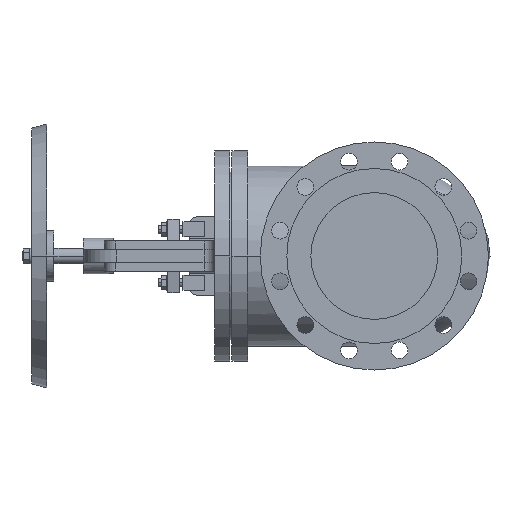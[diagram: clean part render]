
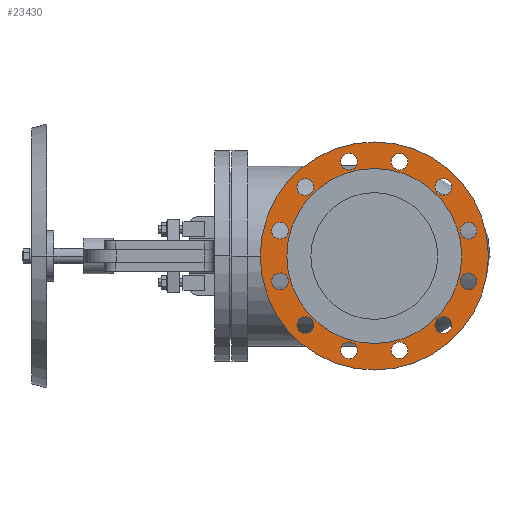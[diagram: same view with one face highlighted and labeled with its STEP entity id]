
A CAD part, left-side view. The second image highlights one B-rep face of the part: STEP entity #23430.
In plain terms, the highlighted planar face has unit normal (-1, 0, 0).
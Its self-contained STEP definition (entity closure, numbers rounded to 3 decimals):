
#12010=CARTESIAN_POINT('',(3.,0.,-225.));
#12020=VERTEX_POINT('',#12010);
#12180=CARTESIAN_POINT('',(3.,0.,225.));
#12190=VERTEX_POINT('',#12180);
#12220=CARTESIAN_POINT('',(3.,0.,0.));
#12230=DIRECTION('',(1.,0.,0.));
#12240=DIRECTION('',(0.,0.,-1.));
#12250=AXIS2_PLACEMENT_3D('',#12220,#12230,#12240);
#12260=CIRCLE('',#12250,225.);
#12270=EDGE_CURVE('',#12020,#12190,#12260,.T.);
#12430=CARTESIAN_POINT('',(3.,49.823,-202.441));
#12440=VERTEX_POINT('',#12430);
#12600=CARTESIAN_POINT('',(3.,49.823,-169.441));
#12610=VERTEX_POINT('',#12600);
#12640=CARTESIAN_POINT('',(3.,49.823,-185.941));
#12650=DIRECTION('',(-1.,0.,0.));
#12660=DIRECTION('',(0.,0.,-1.));
#12670=AXIS2_PLACEMENT_3D('',#12640,#12650,#12660);
#12680=CIRCLE('',#12670,16.5);
#12690=EDGE_CURVE('',#12440,#12610,#12680,.T.);
#12850=CARTESIAN_POINT('',(3.,-49.823,-169.441));
#12860=VERTEX_POINT('',#12850);
#12890=CARTESIAN_POINT('',(3.,-49.823,-185.941));
#12900=DIRECTION('',(-1.,0.,0.));
#12910=DIRECTION('',(0.,0.,-1.));
#12920=AXIS2_PLACEMENT_3D('',#12890,#12900,#12910);
#12930=CIRCLE('',#12920,16.5);
#12940=CARTESIAN_POINT('',(3.,-49.823,-202.441));
#12950=VERTEX_POINT('',#12940);
#12960=EDGE_CURVE('',#12950,#12860,#12930,.T.);
#13270=CARTESIAN_POINT('',(3.,136.118,-119.618));
#13280=VERTEX_POINT('',#13270);
#13310=CARTESIAN_POINT('',(3.,136.118,-136.118));
#13320=DIRECTION('',(-1.,0.,0.));
#13330=DIRECTION('',(0.,0.,-1.));
#13340=AXIS2_PLACEMENT_3D('',#13310,#13320,#13330);
#13350=CIRCLE('',#13340,16.5);
#13360=CARTESIAN_POINT('',(3.,136.118,-152.618));
#13370=VERTEX_POINT('',#13360);
#13380=EDGE_CURVE('',#13370,#13280,#13350,.T.);
#13690=CARTESIAN_POINT('',(3.,-136.118,-119.618));
#13700=VERTEX_POINT('',#13690);
#13860=CARTESIAN_POINT('',(3.,-136.118,-152.618));
#13870=VERTEX_POINT('',#13860);
#13900=CARTESIAN_POINT('',(3.,-136.118,-136.118));
#13910=DIRECTION('',(-1.,0.,0.));
#13920=DIRECTION('',(0.,0.,-1.));
#13930=AXIS2_PLACEMENT_3D('',#13900,#13910,#13920);
#13940=CIRCLE('',#13930,16.5);
#13950=EDGE_CURVE('',#13700,#13870,#13940,.T.);
#14110=CARTESIAN_POINT('',(3.,185.941,-66.323));
#14120=VERTEX_POINT('',#14110);
#14150=CARTESIAN_POINT('',(3.,185.941,-49.823));
#14160=DIRECTION('',(-1.,0.,0.));
#14170=DIRECTION('',(0.,0.,-1.));
#14180=AXIS2_PLACEMENT_3D('',#14150,#14160,#14170);
#14190=CIRCLE('',#14180,16.5);
#14200=CARTESIAN_POINT('',(3.,185.941,-33.323));
#14210=VERTEX_POINT('',#14200);
#14220=EDGE_CURVE('',#14210,#14120,#14190,.T.);
#14530=CARTESIAN_POINT('',(3.,-185.941,-66.323));
#14540=VERTEX_POINT('',#14530);
#14570=CARTESIAN_POINT('',(3.,-185.941,-49.823));
#14580=DIRECTION('',(-1.,0.,0.));
#14590=DIRECTION('',(0.,0.,-1.));
#14600=AXIS2_PLACEMENT_3D('',#14570,#14580,#14590);
#14610=CIRCLE('',#14600,16.5);
#14620=CARTESIAN_POINT('',(3.,-185.941,-33.323));
#14630=VERTEX_POINT('',#14620);
#14640=EDGE_CURVE('',#14630,#14540,#14610,.T.);
#14950=CARTESIAN_POINT('',(3.,185.941,33.323));
#14960=VERTEX_POINT('',#14950);
#14990=CARTESIAN_POINT('',(3.,185.941,49.823));
#15000=DIRECTION('',(-1.,0.,0.));
#15010=DIRECTION('',(0.,0.,-1.));
#15020=AXIS2_PLACEMENT_3D('',#14990,#15000,#15010);
#15030=CIRCLE('',#15020,16.5);
#15040=CARTESIAN_POINT('',(3.,185.941,66.323));
#15050=VERTEX_POINT('',#15040);
#15060=EDGE_CURVE('',#15050,#14960,#15030,.T.);
#15370=CARTESIAN_POINT('',(3.,-185.941,33.323));
#15380=VERTEX_POINT('',#15370);
#15410=CARTESIAN_POINT('',(3.,-185.941,49.823));
#15420=DIRECTION('',(-1.,0.,0.));
#15430=DIRECTION('',(0.,0.,-1.));
#15440=AXIS2_PLACEMENT_3D('',#15410,#15420,#15430);
#15450=CIRCLE('',#15440,16.5);
#15460=CARTESIAN_POINT('',(3.,-185.941,66.323));
#15470=VERTEX_POINT('',#15460);
#15480=EDGE_CURVE('',#15470,#15380,#15450,.T.);
#15790=CARTESIAN_POINT('',(3.,136.118,152.618));
#15800=VERTEX_POINT('',#15790);
#15960=CARTESIAN_POINT('',(3.,136.118,119.618));
#15970=VERTEX_POINT('',#15960);
#16000=CARTESIAN_POINT('',(3.,136.118,136.118));
#16010=DIRECTION('',(-1.,0.,0.));
#16020=DIRECTION('',(0.,0.,-1.));
#16030=AXIS2_PLACEMENT_3D('',#16000,#16010,#16020);
#16040=CIRCLE('',#16030,16.5);
#16050=EDGE_CURVE('',#15800,#15970,#16040,.T.);
#16210=CARTESIAN_POINT('',(3.,-136.118,119.618));
#16220=VERTEX_POINT('',#16210);
#16250=CARTESIAN_POINT('',(3.,-136.118,136.118));
#16260=DIRECTION('',(-1.,0.,0.));
#16270=DIRECTION('',(0.,0.,-1.));
#16280=AXIS2_PLACEMENT_3D('',#16250,#16260,#16270);
#16290=CIRCLE('',#16280,16.5);
#16300=CARTESIAN_POINT('',(3.,-136.118,152.618));
#16310=VERTEX_POINT('',#16300);
#16320=EDGE_CURVE('',#16310,#16220,#16290,.T.);
#16630=CARTESIAN_POINT('',(3.,49.823,202.441));
#16640=VERTEX_POINT('',#16630);
#16670=CARTESIAN_POINT('',(3.,49.823,185.941));
#16680=DIRECTION('',(-1.,0.,0.));
#16690=DIRECTION('',(0.,0.,-1.));
#16700=AXIS2_PLACEMENT_3D('',#16670,#16680,#16690);
#16710=CIRCLE('',#16700,16.5);
#16720=CARTESIAN_POINT('',(3.,49.823,169.441));
#16730=VERTEX_POINT('',#16720);
#16740=EDGE_CURVE('',#16730,#16640,#16710,.T.);
#17050=CARTESIAN_POINT('',(3.,-49.823,169.441));
#17060=VERTEX_POINT('',#17050);
#17220=CARTESIAN_POINT('',(3.,-49.823,202.441));
#17230=VERTEX_POINT('',#17220);
#17260=CARTESIAN_POINT('',(3.,-49.823,185.941));
#17270=DIRECTION('',(-1.,0.,0.));
#17280=DIRECTION('',(0.,0.,-1.));
#17290=AXIS2_PLACEMENT_3D('',#17260,#17270,#17280);
#17300=CIRCLE('',#17290,16.5);
#17310=EDGE_CURVE('',#17060,#17230,#17300,.T.);
#17470=CARTESIAN_POINT('',(3.,-172.5,0.));
#17480=VERTEX_POINT('',#17470);
#17510=CARTESIAN_POINT('',(3.,0.,0.));
#17520=DIRECTION('',(-1.,0.,0.));
#17530=DIRECTION('',(0.,1.,0.));
#17540=AXIS2_PLACEMENT_3D('',#17510,#17520,#17530);
#17550=CIRCLE('',#17540,172.5);
#17560=CARTESIAN_POINT('',(3.,172.5,0.));
#17570=VERTEX_POINT('',#17560);
#17580=EDGE_CURVE('',#17570,#17480,#17550,.T.);
#22680=CARTESIAN_POINT('',(3.,198.75,0.));
#22690=DIRECTION('',(1.,0.,0.));
#22700=DIRECTION('',(0.,-1.,0.));
#22710=AXIS2_PLACEMENT_3D('',#22680,#22690,#22700);
#22720=PLANE('',#22710);
#22730=EDGE_CURVE('',#12610,#12440,#12680,.T.);
#22740=ORIENTED_EDGE('',*,*,#22730,.F.);
#22750=ORIENTED_EDGE('',*,*,#12690,.F.);
#22760=EDGE_LOOP('',(#22750,#22740));
#22770=FACE_BOUND('',#22760,.T.);
#22780=EDGE_CURVE('',#12860,#12950,#12930,.T.);
#22790=ORIENTED_EDGE('',*,*,#22780,.F.);
#22800=ORIENTED_EDGE('',*,*,#12960,.F.);
#22810=EDGE_LOOP('',(#22800,#22790));
#22820=FACE_BOUND('',#22810,.T.);
#22830=EDGE_CURVE('',#13280,#13370,#13350,.T.);
#22840=ORIENTED_EDGE('',*,*,#22830,.F.);
#22850=ORIENTED_EDGE('',*,*,#13380,.F.);
#22860=EDGE_LOOP('',(#22850,#22840));
#22870=FACE_BOUND('',#22860,.T.);
#22880=EDGE_CURVE('',#13870,#13700,#13940,.T.);
#22890=ORIENTED_EDGE('',*,*,#22880,.F.);
#22900=ORIENTED_EDGE('',*,*,#13950,.F.);
#22910=EDGE_LOOP('',(#22900,#22890));
#22920=FACE_BOUND('',#22910,.T.);
#22930=ORIENTED_EDGE('',*,*,#14220,.F.);
#22940=EDGE_CURVE('',#14120,#14210,#14190,.T.);
#22950=ORIENTED_EDGE('',*,*,#22940,.F.);
#22960=EDGE_LOOP('',(#22950,#22930));
#22970=FACE_BOUND('',#22960,.T.);
#22980=EDGE_CURVE('',#14540,#14630,#14610,.T.);
#22990=ORIENTED_EDGE('',*,*,#22980,.F.);
#23000=ORIENTED_EDGE('',*,*,#14640,.F.);
#23010=EDGE_LOOP('',(#23000,#22990));
#23020=FACE_BOUND('',#23010,.T.);
#23030=EDGE_CURVE('',#14960,#15050,#15030,.T.);
#23040=ORIENTED_EDGE('',*,*,#23030,.F.);
#23050=ORIENTED_EDGE('',*,*,#15060,.F.);
#23060=EDGE_LOOP('',(#23050,#23040));
#23070=FACE_BOUND('',#23060,.T.);
#23080=EDGE_CURVE('',#15380,#15470,#15450,.T.);
#23090=ORIENTED_EDGE('',*,*,#23080,.F.);
#23100=ORIENTED_EDGE('',*,*,#15480,.F.);
#23110=EDGE_LOOP('',(#23100,#23090));
#23120=FACE_BOUND('',#23110,.T.);
#23130=EDGE_CURVE('',#15970,#15800,#16040,.T.);
#23140=ORIENTED_EDGE('',*,*,#23130,.F.);
#23150=ORIENTED_EDGE('',*,*,#16050,.F.);
#23160=EDGE_LOOP('',(#23150,#23140));
#23170=FACE_BOUND('',#23160,.T.);
#23180=EDGE_CURVE('',#16220,#16310,#16290,.T.);
#23190=ORIENTED_EDGE('',*,*,#23180,.F.);
#23200=ORIENTED_EDGE('',*,*,#16320,.F.);
#23210=EDGE_LOOP('',(#23200,#23190));
#23220=FACE_BOUND('',#23210,.T.);
#23230=ORIENTED_EDGE('',*,*,#16740,.F.);
#23240=EDGE_CURVE('',#16640,#16730,#16710,.T.);
#23250=ORIENTED_EDGE('',*,*,#23240,.F.);
#23260=EDGE_LOOP('',(#23250,#23230));
#23270=FACE_BOUND('',#23260,.T.);
#23280=EDGE_CURVE('',#17230,#17060,#17300,.T.);
#23290=ORIENTED_EDGE('',*,*,#23280,.F.);
#23300=ORIENTED_EDGE('',*,*,#17310,.F.);
#23310=EDGE_LOOP('',(#23300,#23290));
#23320=FACE_BOUND('',#23310,.T.);
#23330=EDGE_CURVE('',#12190,#12020,#12260,.T.);
#23340=ORIENTED_EDGE('',*,*,#23330,.F.);
#23350=ORIENTED_EDGE('',*,*,#12270,.F.);
#23360=EDGE_LOOP('',(#23350,#23340));
#23370=FACE_OUTER_BOUND('',#23360,.T.);
#23380=ORIENTED_EDGE('',*,*,#17580,.F.);
#23390=EDGE_CURVE('',#17480,#17570,#17550,.T.);
#23400=ORIENTED_EDGE('',*,*,#23390,.F.);
#23410=EDGE_LOOP('',(#23400,#23380));
#23420=FACE_BOUND('',#23410,.T.);
#23430=ADVANCED_FACE('',(#22770,#22820,#22870,#22920,#22970,#23020,
#23070,#23120,#23170,#23220,#23270,#23320,#23370,#23420),#22720,.F.);
